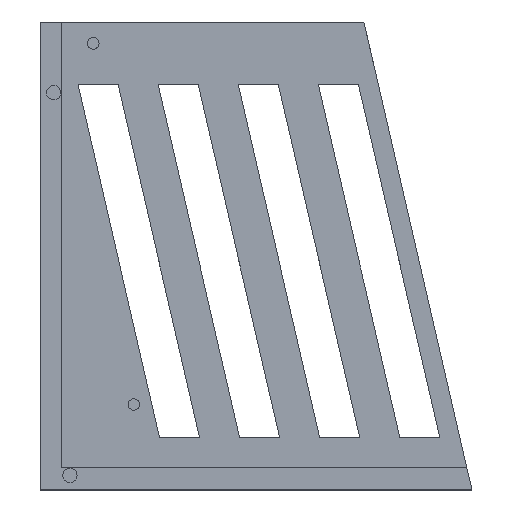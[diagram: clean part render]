
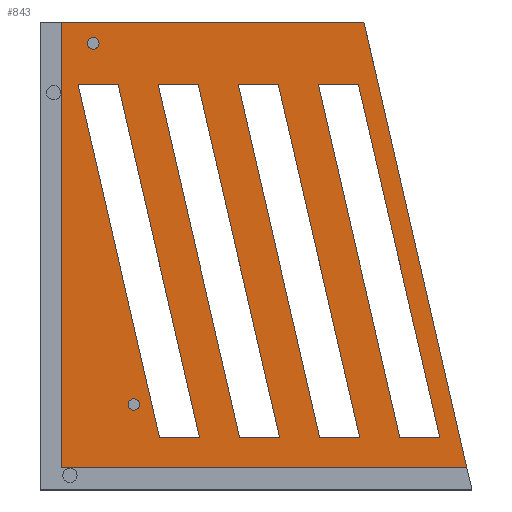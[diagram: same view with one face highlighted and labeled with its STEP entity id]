
A CAD part, top view. The second image highlights one B-rep face of the part: STEP entity #843.
In plain terms, the highlighted planar face has unit normal (0, 0, 1).
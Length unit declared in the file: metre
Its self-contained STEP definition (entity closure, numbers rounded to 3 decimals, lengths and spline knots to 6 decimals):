
#29=CIRCLE('',#912,0.002125);
#30=CIRCLE('',#913,0.002125);
#75=ORIENTED_EDGE('',*,*,#297,.F.);
#76=ORIENTED_EDGE('',*,*,#298,.F.);
#77=ORIENTED_EDGE('',*,*,#299,.F.);
#78=ORIENTED_EDGE('',*,*,#300,.F.);
#79=ORIENTED_EDGE('',*,*,#301,.F.);
#80=ORIENTED_EDGE('',*,*,#302,.T.);
#81=ORIENTED_EDGE('',*,*,#303,.T.);
#82=ORIENTED_EDGE('',*,*,#304,.F.);
#83=ORIENTED_EDGE('',*,*,#305,.F.);
#84=ORIENTED_EDGE('',*,*,#306,.T.);
#85=ORIENTED_EDGE('',*,*,#307,.T.);
#86=ORIENTED_EDGE('',*,*,#308,.F.);
#87=ORIENTED_EDGE('',*,*,#309,.F.);
#88=ORIENTED_EDGE('',*,*,#310,.T.);
#89=ORIENTED_EDGE('',*,*,#311,.T.);
#90=ORIENTED_EDGE('',*,*,#312,.F.);
#91=ORIENTED_EDGE('',*,*,#313,.F.);
#92=ORIENTED_EDGE('',*,*,#314,.F.);
#93=ORIENTED_EDGE('',*,*,#315,.F.);
#94=ORIENTED_EDGE('',*,*,#316,.T.);
#95=ORIENTED_EDGE('',*,*,#317,.T.);
#96=ORIENTED_EDGE('',*,*,#318,.T.);
#297=EDGE_CURVE('',#408,#409,#488,.T.);
#298=EDGE_CURVE('',#410,#408,#489,.T.);
#299=EDGE_CURVE('',#411,#410,#490,.T.);
#300=EDGE_CURVE('',#409,#411,#491,.T.);
#301=EDGE_CURVE('',#412,#413,#492,.T.);
#302=EDGE_CURVE('',#412,#414,#493,.T.);
#303=EDGE_CURVE('',#414,#415,#494,.T.);
#304=EDGE_CURVE('',#413,#415,#495,.T.);
#305=EDGE_CURVE('',#416,#417,#496,.T.);
#306=EDGE_CURVE('',#416,#418,#497,.T.);
#307=EDGE_CURVE('',#418,#419,#498,.T.);
#308=EDGE_CURVE('',#417,#419,#499,.T.);
#309=EDGE_CURVE('',#420,#421,#500,.T.);
#310=EDGE_CURVE('',#420,#422,#501,.T.);
#311=EDGE_CURVE('',#422,#423,#502,.T.);
#312=EDGE_CURVE('',#421,#423,#503,.T.);
#313=EDGE_CURVE('',#424,#424,#29,.T.);
#314=EDGE_CURVE('',#425,#425,#30,.T.);
#315=EDGE_CURVE('',#426,#427,#504,.T.);
#316=EDGE_CURVE('',#426,#428,#505,.T.);
#317=EDGE_CURVE('',#428,#429,#506,.T.);
#318=EDGE_CURVE('',#429,#427,#507,.T.);
#408=VERTEX_POINT('',#1274);
#409=VERTEX_POINT('',#1275);
#410=VERTEX_POINT('',#1277);
#411=VERTEX_POINT('',#1279);
#412=VERTEX_POINT('',#1282);
#413=VERTEX_POINT('',#1283);
#414=VERTEX_POINT('',#1285);
#415=VERTEX_POINT('',#1287);
#416=VERTEX_POINT('',#1290);
#417=VERTEX_POINT('',#1291);
#418=VERTEX_POINT('',#1293);
#419=VERTEX_POINT('',#1295);
#420=VERTEX_POINT('',#1298);
#421=VERTEX_POINT('',#1299);
#422=VERTEX_POINT('',#1301);
#423=VERTEX_POINT('',#1303);
#424=VERTEX_POINT('',#1306);
#425=VERTEX_POINT('',#1308);
#426=VERTEX_POINT('',#1310);
#427=VERTEX_POINT('',#1311);
#428=VERTEX_POINT('',#1313);
#429=VERTEX_POINT('',#1315);
#488=LINE('',#1273,#571);
#489=LINE('',#1276,#572);
#490=LINE('',#1278,#573);
#491=LINE('',#1280,#574);
#492=LINE('',#1281,#575);
#493=LINE('',#1284,#576);
#494=LINE('',#1286,#577);
#495=LINE('',#1288,#578);
#496=LINE('',#1289,#579);
#497=LINE('',#1292,#580);
#498=LINE('',#1294,#581);
#499=LINE('',#1296,#582);
#500=LINE('',#1297,#583);
#501=LINE('',#1300,#584);
#502=LINE('',#1302,#585);
#503=LINE('',#1304,#586);
#504=LINE('',#1309,#587);
#505=LINE('',#1312,#588);
#506=LINE('',#1314,#589);
#507=LINE('',#1316,#590);
#571=VECTOR('',#1015,1.);
#572=VECTOR('',#1016,1.);
#573=VECTOR('',#1017,1.);
#574=VECTOR('',#1018,1.);
#575=VECTOR('',#1019,1.);
#576=VECTOR('',#1020,1.);
#577=VECTOR('',#1021,1.);
#578=VECTOR('',#1022,1.);
#579=VECTOR('',#1023,1.);
#580=VECTOR('',#1024,1.);
#581=VECTOR('',#1025,1.);
#582=VECTOR('',#1026,1.);
#583=VECTOR('',#1027,1.);
#584=VECTOR('',#1028,1.);
#585=VECTOR('',#1029,1.);
#586=VECTOR('',#1030,1.);
#587=VECTOR('',#1035,1.);
#588=VECTOR('',#1036,1.);
#589=VECTOR('',#1037,1.);
#590=VECTOR('',#1038,1.);
#639=EDGE_LOOP('',(#75,#76,#77,#78));
#640=EDGE_LOOP('',(#79,#80,#81,#82));
#641=EDGE_LOOP('',(#83,#84,#85,#86));
#642=EDGE_LOOP('',(#87,#88,#89,#90));
#643=EDGE_LOOP('',(#91));
#644=EDGE_LOOP('',(#92));
#645=EDGE_LOOP('',(#93,#94,#95,#96));
#723=FACE_BOUND('',#639,.T.);
#724=FACE_BOUND('',#640,.T.);
#725=FACE_BOUND('',#641,.T.);
#726=FACE_BOUND('',#642,.T.);
#727=FACE_BOUND('',#643,.T.);
#728=FACE_BOUND('',#644,.T.);
#729=FACE_BOUND('',#645,.T.);
#803=PLANE('',#911);
#843=ADVANCED_FACE('',(#723,#724,#725,#726,#727,#728,#729),#803,.T.);
#911=AXIS2_PLACEMENT_3D('',#1272,#1013,#1014);
#912=AXIS2_PLACEMENT_3D('',#1305,#1031,#1032);
#913=AXIS2_PLACEMENT_3D('',#1307,#1033,#1034);
#1013=DIRECTION('',(0.,0.,1.));
#1014=DIRECTION('',(1.,0.,0.));
#1015=DIRECTION('',(0.225,-0.974,0.));
#1016=DIRECTION('',(1.,0.,0.));
#1017=DIRECTION('',(0.,1.,0.));
#1018=DIRECTION('',(-1.,0.,0.));
#1019=DIRECTION('',(-0.225,0.974,0.));
#1020=DIRECTION('',(-1.,0.,0.));
#1021=DIRECTION('',(-0.225,0.974,0.));
#1022=DIRECTION('',(-1.,0.,0.));
#1023=DIRECTION('',(-0.225,0.974,0.));
#1024=DIRECTION('',(-1.,0.,0.));
#1025=DIRECTION('',(-0.225,0.974,0.));
#1026=DIRECTION('',(-1.,0.,0.));
#1027=DIRECTION('',(-0.225,0.974,0.));
#1028=DIRECTION('',(-1.,0.,0.));
#1029=DIRECTION('',(-0.225,0.974,0.));
#1030=DIRECTION('',(-1.,0.,0.));
#1031=DIRECTION('',(0.,0.,1.));
#1032=DIRECTION('',(1.,0.,0.));
#1033=DIRECTION('',(0.,0.,1.));
#1034=DIRECTION('',(1.,0.,0.));
#1035=DIRECTION('',(-0.225,0.974,0.));
#1036=DIRECTION('',(-1.,0.,0.));
#1037=DIRECTION('',(-0.225,0.974,0.));
#1038=DIRECTION('',(1.,0.,0.));
#1272=CARTESIAN_POINT('',(-0.0005,0.060994,-0.0095));
#1273=CARTESIAN_POINT('',(-0.073122,0.044235,-0.0095));
#1274=CARTESIAN_POINT('',(-0.086683,0.103,-0.0095));
#1275=CARTESIAN_POINT('',(-0.048837,-0.061,-0.0095));
#1276=CARTESIAN_POINT('',(-0.0005,0.103,-0.0095));
#1277=CARTESIAN_POINT('',(-0.198,0.103,-0.0095));
#1278=CARTESIAN_POINT('',(-0.198,0.021,-0.0095));
#1279=CARTESIAN_POINT('',(-0.198,-0.061,-0.0095));
#1280=CARTESIAN_POINT('',(-0.0005,-0.061,-0.0095));
#1281=CARTESIAN_POINT('',(-0.10325,0.015,-0.0095));
#1282=CARTESIAN_POINT('',(-0.08825,-0.05,-0.0095));
#1283=CARTESIAN_POINT('',(-0.11825,0.08,-0.0095));
#1284=CARTESIAN_POINT('',(-0.095625,-0.05,-0.0095));
#1285=CARTESIAN_POINT('',(-0.103,-0.05,-0.0095));
#1286=CARTESIAN_POINT('',(-0.118,0.015,-0.0095));
#1287=CARTESIAN_POINT('',(-0.133,0.08,-0.0095));
#1288=CARTESIAN_POINT('',(-0.125625,0.08,-0.0095));
#1289=CARTESIAN_POINT('',(-0.13275,0.015,-0.0095));
#1290=CARTESIAN_POINT('',(-0.11775,-0.05,-0.0095));
#1291=CARTESIAN_POINT('',(-0.14775,0.08,-0.0095));
#1292=CARTESIAN_POINT('',(-0.125125,-0.05,-0.0095));
#1293=CARTESIAN_POINT('',(-0.1325,-0.05,-0.0095));
#1294=CARTESIAN_POINT('',(-0.1475,0.015,-0.0095));
#1295=CARTESIAN_POINT('',(-0.1625,0.08,-0.0095));
#1296=CARTESIAN_POINT('',(-0.155125,0.08,-0.0095));
#1297=CARTESIAN_POINT('',(-0.07375,0.015,-0.0095));
#1298=CARTESIAN_POINT('',(-0.05875,-0.05,-0.0095));
#1299=CARTESIAN_POINT('',(-0.08875,0.08,-0.0095));
#1300=CARTESIAN_POINT('',(-0.066125,-0.05,-0.0095));
#1301=CARTESIAN_POINT('',(-0.0735,-0.05,-0.0095));
#1302=CARTESIAN_POINT('',(-0.0885,0.015,-0.0095));
#1303=CARTESIAN_POINT('',(-0.1035,0.08,-0.0095));
#1304=CARTESIAN_POINT('',(-0.096125,0.08,-0.0095));
#1305=CARTESIAN_POINT('',(-0.1864,0.09515,-0.0095));
#1306=CARTESIAN_POINT('',(-0.184275,0.09515,-0.0095));
#1307=CARTESIAN_POINT('',(-0.1714,-0.03785,-0.0095));
#1308=CARTESIAN_POINT('',(-0.169275,-0.03785,-0.0095));
#1309=CARTESIAN_POINT('',(-0.16225,0.015,-0.0095));
#1310=CARTESIAN_POINT('',(-0.14725,-0.05,-0.0095));
#1311=CARTESIAN_POINT('',(-0.17725,0.08,-0.0095));
#1312=CARTESIAN_POINT('',(-0.154625,-0.05,-0.0095));
#1313=CARTESIAN_POINT('',(-0.162,-0.05,-0.0095));
#1314=CARTESIAN_POINT('',(-0.177,0.015,-0.0095));
#1315=CARTESIAN_POINT('',(-0.192,0.08,-0.0095));
#1316=CARTESIAN_POINT('',(-0.184625,0.08,-0.0095));
